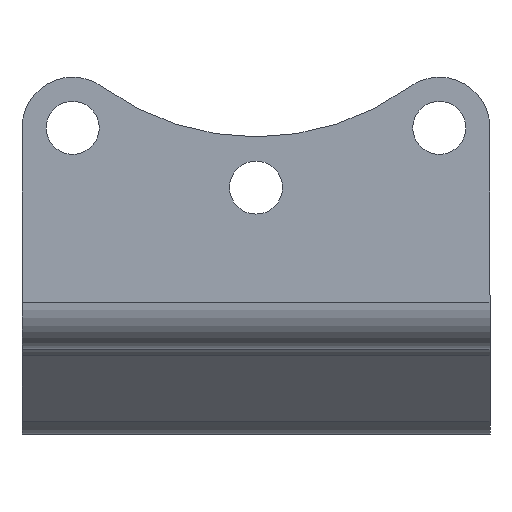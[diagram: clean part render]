
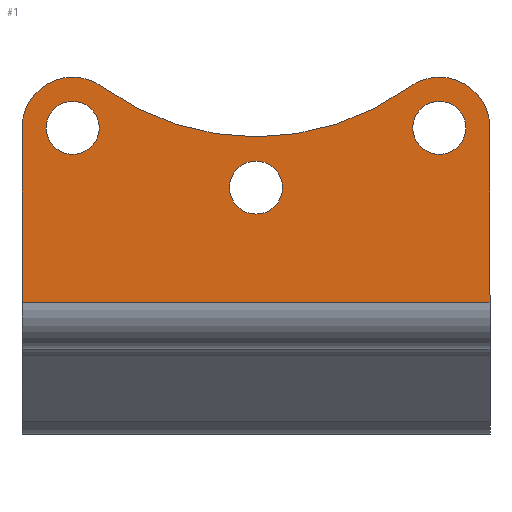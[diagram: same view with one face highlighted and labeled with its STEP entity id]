
A CAD part, front view. The second image highlights one B-rep face of the part: STEP entity #1.
In plain terms, the highlighted planar face has unit normal (0, -1, 0).
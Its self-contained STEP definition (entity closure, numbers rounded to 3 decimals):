
#1 = ADVANCED_FACE ( 'NONE', ( #27, #56, #1629, #999 ), #989, .F. ) ;
#27 = FACE_OUTER_BOUND ( 'NONE', #340, .T. ) ;
#41 = EDGE_CURVE ( 'NONE', #93, #359, #247, .T. ) ;
#46 = ORIENTED_EDGE ( 'NONE', *, *, #1075, .T. ) ;
#56 = FACE_BOUND ( 'NONE', #1655, .T. ) ;
#66 = AXIS2_PLACEMENT_3D ( 'NONE', #1199, #283, #395 ) ;
#77 = AXIS2_PLACEMENT_3D ( 'NONE', #968, #1354, #169 ) ;
#78 = CARTESIAN_POINT ( 'NONE',  ( 0., -33.5, 11.85 ) ) ;
#93 = VERTEX_POINT ( 'NONE', #220 ) ;
#99 = AXIS2_PLACEMENT_3D ( 'NONE', #1085, #1350, #1376 ) ;
#104 = EDGE_CURVE ( 'NONE', #760, #841, #1066, .T. ) ;
#119 = VERTEX_POINT ( 'NONE', #1196 ) ;
#124 = CIRCLE ( 'NONE', #66, 3.25 ) ;
#149 = AXIS2_PLACEMENT_3D ( 'NONE', #532, #362, #409 ) ;
#169 = DIRECTION ( 'NONE',  ( 0., 0., -1. ) ) ;
#173 = EDGE_CURVE ( 'NONE', #380, #794, #209, .T. ) ;
#196 = DIRECTION ( 'NONE',  ( 0., 1., 0. ) ) ;
#199 = ORIENTED_EDGE ( 'NONE', *, *, #1510, .T. ) ;
#209 = CIRCLE ( 'NONE', #1182, 1.7 ) ;
#220 = CARTESIAN_POINT ( 'NONE',  ( 11.75, -33.5, 18.927 ) ) ;
#221 = VERTEX_POINT ( 'NONE', #952 ) ;
#239 = DIRECTION ( 'NONE',  ( 0., 1., 0. ) ) ;
#244 = VERTEX_POINT ( 'NONE', #1478 ) ;
#246 = CARTESIAN_POINT ( 'NONE',  ( 11.75, -33.5, 13.977 ) ) ;
#247 = CIRCLE ( 'NONE', #77, 3.25 ) ;
#252 = EDGE_CURVE ( 'NONE', #359, #554, #440, .T. ) ;
#272 = CIRCLE ( 'NONE', #937, 1.7 ) ;
#283 = DIRECTION ( 'NONE',  ( 0., 1., 0. ) ) ;
#340 = EDGE_LOOP ( 'NONE', ( #46, #1600, #1604, #466, #559, #371, #1436, #511 ) ) ;
#359 = VERTEX_POINT ( 'NONE', #1214 ) ;
#362 = DIRECTION ( 'NONE',  ( 0., 1., 0. ) ) ;
#371 = ORIENTED_EDGE ( 'NONE', *, *, #1694, .F. ) ;
#378 = CIRCLE ( 'NONE', #517, 1.7 ) ;
#380 = VERTEX_POINT ( 'NONE', #470 ) ;
#382 = AXIS2_PLACEMENT_3D ( 'NONE', #874, #239, #1549 ) ;
#395 = DIRECTION ( 'NONE',  ( 0., 0., 1. ) ) ;
#406 = ORIENTED_EDGE ( 'NONE', *, *, #1377, .T. ) ;
#409 = DIRECTION ( 'NONE',  ( 0., 0., -1. ) ) ;
#416 = DIRECTION ( 'NONE',  ( 0., 1., 0. ) ) ;
#427 = CARTESIAN_POINT ( 'NONE',  ( -11.75, -33.5, 15.677 ) ) ;
#429 = VECTOR ( 'NONE', #835, 1000. ) ;
#440 = LINE ( 'NONE', #813, #1018 ) ;
#466 = ORIENTED_EDGE ( 'NONE', *, *, #1162, .F. ) ;
#470 = CARTESIAN_POINT ( 'NONE',  ( 0., -33.5, 13.55 ) ) ;
#484 = LINE ( 'NONE', #1022, #1311 ) ;
#503 = DIRECTION ( 'NONE',  ( 0., 0., 1. ) ) ;
#507 = VERTEX_POINT ( 'NONE', #910 ) ;
#511 = ORIENTED_EDGE ( 'NONE', *, *, #1004, .F. ) ;
#515 = CARTESIAN_POINT ( 'NONE',  ( 15., -33.5, 4.5 ) ) ;
#517 = AXIS2_PLACEMENT_3D ( 'NONE', #427, #1482, #1632 ) ;
#519 = DIRECTION ( 'NONE',  ( 0., 0., 1. ) ) ;
#521 = AXIS2_PLACEMENT_3D ( 'NONE', #550, #527, #519 ) ;
#527 = DIRECTION ( 'NONE',  ( 0., 1., 0. ) ) ;
#532 = CARTESIAN_POINT ( 'NONE',  ( 11.75, -33.5, 15.677 ) ) ;
#536 = CARTESIAN_POINT ( 'NONE',  ( -15., -33.5, 4.5 ) ) ;
#537 = CARTESIAN_POINT ( 'NONE',  ( 0., -33.5, 10.15 ) ) ;
#550 = CARTESIAN_POINT ( 'NONE',  ( -11.75, -33.5, 15.677 ) ) ;
#554 = VERTEX_POINT ( 'NONE', #515 ) ;
#559 = ORIENTED_EDGE ( 'NONE', *, *, #1442, .F. ) ;
#564 = DIRECTION ( 'NONE',  ( 0., 1., 0. ) ) ;
#616 = EDGE_LOOP ( 'NONE', ( #1534, #199 ) ) ;
#673 = CARTESIAN_POINT ( 'NONE',  ( 11.75, -33.5, 15.677 ) ) ;
#686 = AXIS2_PLACEMENT_3D ( 'NONE', #871, #564, #1527 ) ;
#694 = CARTESIAN_POINT ( 'NONE',  ( 9.836, -33.5, 18.304 ) ) ;
#760 = VERTEX_POINT ( 'NONE', #1213 ) ;
#773 = CARTESIAN_POINT ( 'NONE',  ( -11.75, -33.5, 18.927 ) ) ;
#794 = VERTEX_POINT ( 'NONE', #537 ) ;
#813 = CARTESIAN_POINT ( 'NONE',  ( 15., -33.5, 3. ) ) ;
#817 = ORIENTED_EDGE ( 'NONE', *, *, #104, .T. ) ;
#824 = VERTEX_POINT ( 'NONE', #773 ) ;
#829 = EDGE_CURVE ( 'NONE', #841, #760, #272, .T. ) ;
#835 = DIRECTION ( 'NONE',  ( 0., 0., 1. ) ) ;
#841 = VERTEX_POINT ( 'NONE', #246 ) ;
#871 = CARTESIAN_POINT ( 'NONE',  ( 0., -33.5, 3. ) ) ;
#874 = CARTESIAN_POINT ( 'NONE',  ( 0., -33.5, 11.85 ) ) ;
#875 = AXIS2_PLACEMENT_3D ( 'NONE', #1173, #416, #1332 ) ;
#910 = CARTESIAN_POINT ( 'NONE',  ( -15., -33.5, 15.677 ) ) ;
#937 = AXIS2_PLACEMENT_3D ( 'NONE', #673, #944, #1062 ) ;
#944 = DIRECTION ( 'NONE',  ( 0., 1., 0. ) ) ;
#952 = CARTESIAN_POINT ( 'NONE',  ( -11.75, -33.5, 17.377 ) ) ;
#968 = CARTESIAN_POINT ( 'NONE',  ( 11.75, -33.5, 15.677 ) ) ;
#985 = CIRCLE ( 'NONE', #382, 1.7 ) ;
#986 = CARTESIAN_POINT ( 'NONE',  ( -11.75, -33.5, 15.677 ) ) ;
#989 = PLANE ( 'NONE',  #686 ) ;
#999 = FACE_BOUND ( 'NONE', #1403, .T. ) ;
#1004 = EDGE_CURVE ( 'NONE', #1268, #507, #1222, .T. ) ;
#1014 = EDGE_CURVE ( 'NONE', #244, #221, #1537, .T. ) ;
#1018 = VECTOR ( 'NONE', #1100, 1000. ) ;
#1022 = CARTESIAN_POINT ( 'NONE',  ( 0., -33.5, 4.5 ) ) ;
#1062 = DIRECTION ( 'NONE',  ( 0., 0., -1. ) ) ;
#1066 = CIRCLE ( 'NONE', #149, 1.7 ) ;
#1075 = EDGE_CURVE ( 'NONE', #1268, #554, #484, .T. ) ;
#1085 = CARTESIAN_POINT ( 'NONE',  ( 0., -33.5, 31.8 ) ) ;
#1100 = DIRECTION ( 'NONE',  ( 0., 0., -1. ) ) ;
#1162 = EDGE_CURVE ( 'NONE', #1374, #93, #1616, .T. ) ;
#1163 = DIRECTION ( 'NONE',  ( 0., 1., 0. ) ) ;
#1173 = CARTESIAN_POINT ( 'NONE',  ( 11.75, -33.5, 15.677 ) ) ;
#1182 = AXIS2_PLACEMENT_3D ( 'NONE', #78, #1163, #503 ) ;
#1196 = CARTESIAN_POINT ( 'NONE',  ( -9.836, -33.5, 18.304 ) ) ;
#1199 = CARTESIAN_POINT ( 'NONE',  ( -11.75, -33.5, 15.677 ) ) ;
#1213 = CARTESIAN_POINT ( 'NONE',  ( 11.75, -33.5, 17.377 ) ) ;
#1214 = CARTESIAN_POINT ( 'NONE',  ( 15., -33.5, 15.677 ) ) ;
#1219 = EDGE_CURVE ( 'NONE', #507, #824, #124, .T. ) ;
#1222 = LINE ( 'NONE', #1490, #429 ) ;
#1268 = VERTEX_POINT ( 'NONE', #536 ) ;
#1311 = VECTOR ( 'NONE', #1673, 1000. ) ;
#1332 = DIRECTION ( 'NONE',  ( 0., 0., -1. ) ) ;
#1342 = CIRCLE ( 'NONE', #99, 16.7 ) ;
#1350 = DIRECTION ( 'NONE',  ( 0., -1., 0. ) ) ;
#1354 = DIRECTION ( 'NONE',  ( 0., 1., 0. ) ) ;
#1374 = VERTEX_POINT ( 'NONE', #694 ) ;
#1376 = DIRECTION ( 'NONE',  ( 0., 0., -1. ) ) ;
#1377 = EDGE_CURVE ( 'NONE', #221, #244, #378, .T. ) ;
#1398 = AXIS2_PLACEMENT_3D ( 'NONE', #986, #196, #1514 ) ;
#1400 = CIRCLE ( 'NONE', #521, 3.25 ) ;
#1403 = EDGE_LOOP ( 'NONE', ( #406, #1519 ) ) ;
#1436 = ORIENTED_EDGE ( 'NONE', *, *, #1219, .F. ) ;
#1442 = EDGE_CURVE ( 'NONE', #119, #1374, #1342, .T. ) ;
#1478 = CARTESIAN_POINT ( 'NONE',  ( -11.75, -33.5, 13.977 ) ) ;
#1482 = DIRECTION ( 'NONE',  ( 0., 1., 0. ) ) ;
#1490 = CARTESIAN_POINT ( 'NONE',  ( -15., -33.5, 6.5 ) ) ;
#1493 = ORIENTED_EDGE ( 'NONE', *, *, #829, .T. ) ;
#1510 = EDGE_CURVE ( 'NONE', #794, #380, #985, .T. ) ;
#1514 = DIRECTION ( 'NONE',  ( 0., 0., 1. ) ) ;
#1519 = ORIENTED_EDGE ( 'NONE', *, *, #1014, .T. ) ;
#1527 = DIRECTION ( 'NONE',  ( 0., 0., -1. ) ) ;
#1534 = ORIENTED_EDGE ( 'NONE', *, *, #173, .T. ) ;
#1537 = CIRCLE ( 'NONE', #1398, 1.7 ) ;
#1549 = DIRECTION ( 'NONE',  ( 0., 0., 1. ) ) ;
#1600 = ORIENTED_EDGE ( 'NONE', *, *, #252, .F. ) ;
#1604 = ORIENTED_EDGE ( 'NONE', *, *, #41, .F. ) ;
#1616 = CIRCLE ( 'NONE', #875, 3.25 ) ;
#1629 = FACE_BOUND ( 'NONE', #616, .T. ) ;
#1632 = DIRECTION ( 'NONE',  ( 0., 0., 1. ) ) ;
#1655 = EDGE_LOOP ( 'NONE', ( #817, #1493 ) ) ;
#1673 = DIRECTION ( 'NONE',  ( 1., 0., 0. ) ) ;
#1694 = EDGE_CURVE ( 'NONE', #824, #119, #1400, .T. ) ;
